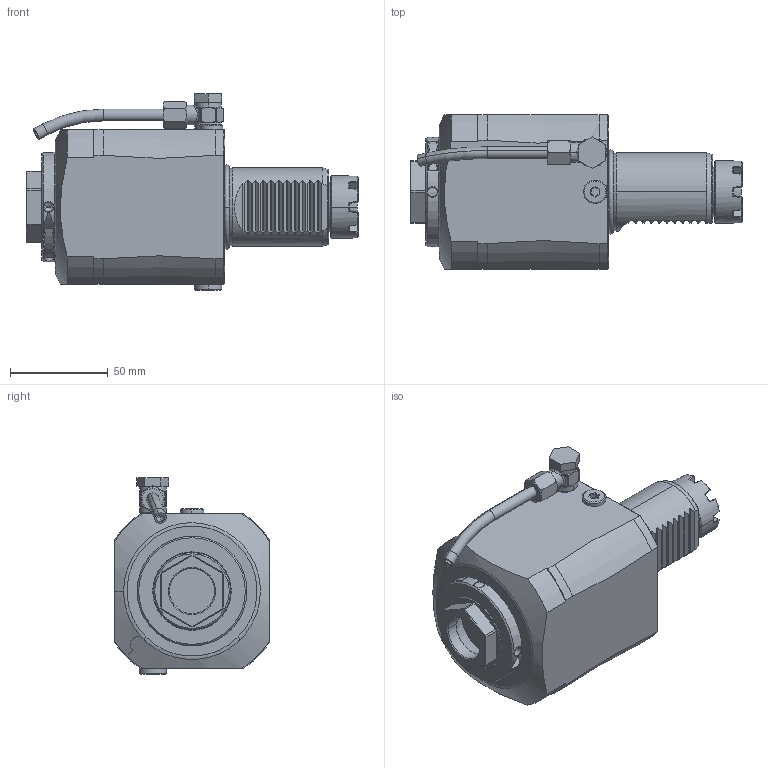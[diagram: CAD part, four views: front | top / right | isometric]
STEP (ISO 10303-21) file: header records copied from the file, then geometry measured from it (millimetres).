
FILE_DESCRIPTION((''),'2;1');
FILE_NAME('NGT1_40_145_32_3HD','2022-05-24T',('vali'),('NOVA GRUP'),'PRO/ENGINEER BY PARAMETRIC TECHNOLOGY CORPORATION, 2010280','PRO/ENGINEER BY PARAMETRIC TECHNOLOGY CORPORATION, 2010280','');
FILE_SCHEMA(('CONFIG_CONTROL_DESIGN'));
Length unit declared in the file: millimetre
Products named in the file (1): NGT1_40_145_32_3HD
Bounding box: 169.5 x 79 x 100.4 mm (x, y, z)
Volume: 599842.2 mm3; surface area: 55314.4 mm2
Topology: 3 solids, 5 shells, 453 faces, 1172 edges, 738 vertices
Faces by surface type: plane 193, cylinder 101, cone 74, bspline 46, torus 39
Entity records: 18701 total; most frequent: CARTESIAN_POINT 8373, ORIENTED_EDGE 2312, DIRECTION 1908, EDGE_CURVE 1156, AXIS2_PLACEMENT_3D 740, VERTEX_POINT 734, EDGE_LOOP 482, FACE_OUTER_BOUND 451
